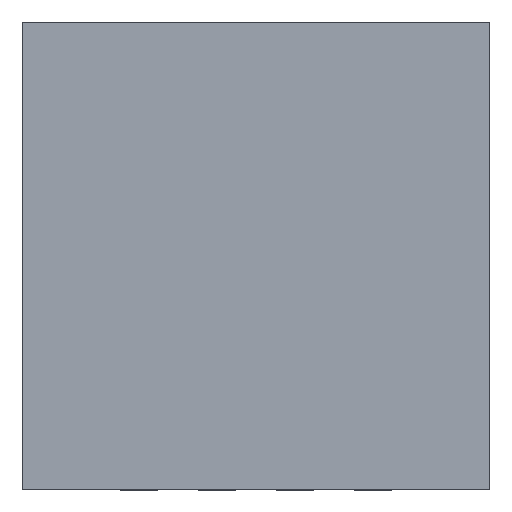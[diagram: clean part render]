
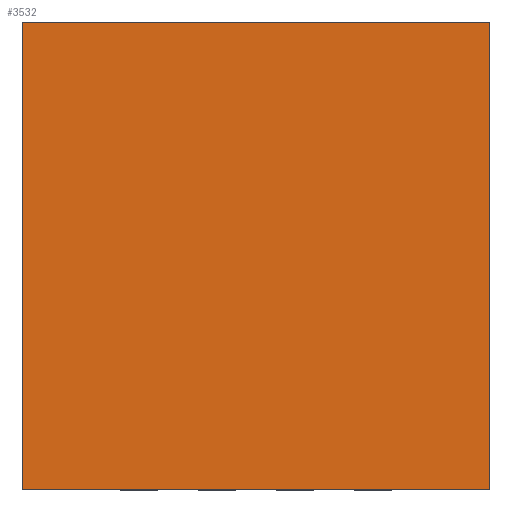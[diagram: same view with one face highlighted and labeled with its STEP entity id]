
A CAD part, top view. The second image highlights one B-rep face of the part: STEP entity #3532.
In plain terms, the highlighted face is planar.
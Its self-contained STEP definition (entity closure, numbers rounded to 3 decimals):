
#1505=DIRECTION('',(0.,0.,1.));
#1506=VECTOR('',#1505,3.);
#1507=CARTESIAN_POINT('',(-1.5,0.775,-1.5));
#1508=LINE('',#1507,#1506);
#1512=DIRECTION('',(-1.,0.,0.));
#1513=VECTOR('',#1512,3.);
#1514=CARTESIAN_POINT('',(1.5,0.775,-1.5));
#1515=LINE('',#1514,#1513);
#1519=DIRECTION('',(0.,0.,-1.));
#1520=VECTOR('',#1519,3.);
#1521=CARTESIAN_POINT('',(1.5,0.775,1.5));
#1522=LINE('',#1521,#1520);
#1526=DIRECTION('',(1.,0.,0.));
#1527=VECTOR('',#1526,3.);
#1528=CARTESIAN_POINT('',(-1.5,0.775,1.5));
#1529=LINE('',#1528,#1527);
#2183=CARTESIAN_POINT('',(-1.5,0.775,-1.5));
#2184=CARTESIAN_POINT('',(-1.5,0.775,1.5));
#2185=VERTEX_POINT('',#2183);
#2186=VERTEX_POINT('',#2184);
#2187=CARTESIAN_POINT('',(1.5,0.775,1.5));
#2188=VERTEX_POINT('',#2187);
#2189=CARTESIAN_POINT('',(1.5,0.775,-1.5));
#2190=VERTEX_POINT('',#2189);
#3521=CARTESIAN_POINT('',(0.,0.775,0.));
#3522=DIRECTION('',(0.,1.,0.));
#3523=DIRECTION('',(1.,0.,0.));
#3524=AXIS2_PLACEMENT_3D('',#3521,#3522,#3523);
#3525=PLANE('',#3524);
#3526=ORIENTED_EDGE('',*,*,#3280,.F.);
#3527=ORIENTED_EDGE('',*,*,#2818,.F.);
#3528=ORIENTED_EDGE('',*,*,#3030,.F.);
#3529=ORIENTED_EDGE('',*,*,#3145,.F.);
#3530=EDGE_LOOP('',(#3526,#3527,#3528,#3529));
#3531=FACE_OUTER_BOUND('',#3530,.F.);
#2818=EDGE_CURVE('',#2190,#2185,#1515,.T.);
#3030=EDGE_CURVE('',#2188,#2190,#1522,.T.);
#3145=EDGE_CURVE('',#2186,#2188,#1529,.T.);
#3280=EDGE_CURVE('',#2185,#2186,#1508,.T.);
#3532=ADVANCED_FACE('',(#3531),#3525,.T.);
